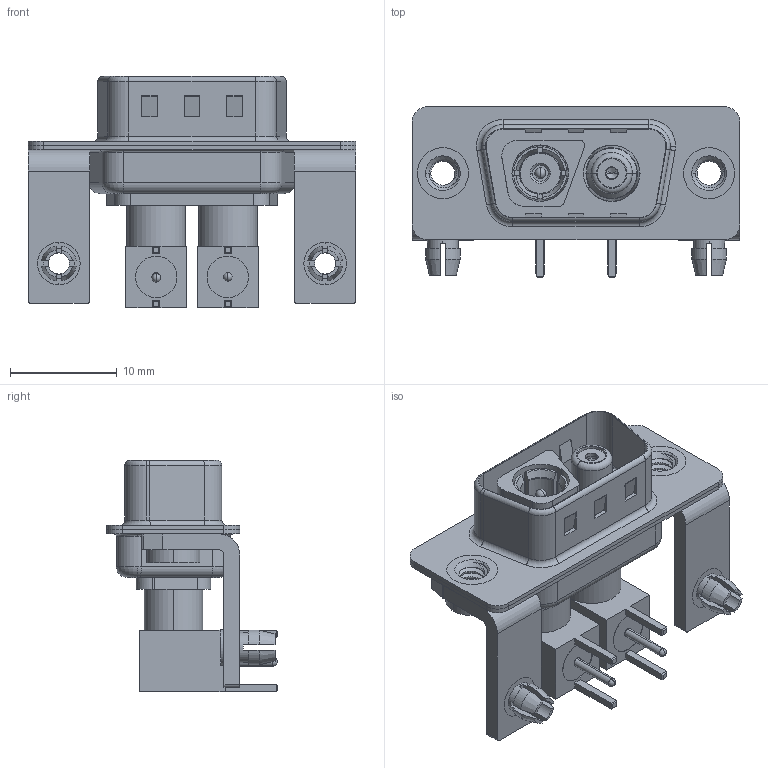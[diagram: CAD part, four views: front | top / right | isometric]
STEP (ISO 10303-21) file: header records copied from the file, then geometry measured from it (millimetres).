
FILE_DESCRIPTION (( 'STEP AP203' ), '1' );
FILE_NAME ('629-2WK2640-7TB.STEP', '2022-05-05T00:35:59', ( '' ), ( '' ), 'SwSTEP 2.0', 'SolidWorks 2020', '' );
FILE_SCHEMA (( 'CONFIG_CONTROL_DESIGN' ));
Length unit declared in the file: millimetre
Products named in the file (19): Co-Ax Jack_RA PC Tail; Insulator RA Pin; Co-Ax Jack Assy_RA; 629Combo Shell Front_09 Contacts; Insulator Pin_Straight PC Tail; 629Combo Threaded Rivet_2; Pin_RA; 629Combo Housing_2WK2; 629Combo Board Lock; Insulator Socket; 629Combo Stabilizer Bracket; Co-Ax Plug Assy_RA; 629Combo Shell Rear_09 Contacts; Insulator Socket 2; RA Back Shell; Locking Collar; Socket_RA; Co-Ax Plug_RA PC Tail; 629-2WK2640-7TB
Assembly tree (24 placements, depth 3):
  629-2WK2640-7TB
    629Combo Housing_2WK2
    629Combo Shell Rear_09 Contacts
    629Combo Shell Front_09 Contacts
    629Combo Threaded Rivet_2  x2
    629Combo Stabilizer Bracket  x2
    629Combo Board Lock  x2
    Co-Ax Plug Assy_RA
      Co-Ax Plug_RA PC Tail
      Insulator Pin_Straight PC Tail
      Pin_RA
      Locking Collar
      RA Back Shell
      Insulator RA Pin
    Co-Ax Jack Assy_RA
      Co-Ax Jack_RA PC Tail
      Insulator Socket
      Insulator Socket 2
      Locking Collar
      Socket_RA
      RA Back Shell
      Insulator RA Pin
Bounding box: 30.8 x 16 x 21.71 mm (x, y, z)
Volume: 2341.4 mm3; surface area: 6452.2 mm2
Topology: 22 solids, 22 shells, 774 faces, 1902 edges, 1200 vertices
Faces by surface type: cylinder 322, plane 304, cone 72, torus 62, bspline 8, sphere 6
Entity records: 21981 total; most frequent: CARTESIAN_POINT 4932, DIRECTION 3333, ORIENTED_EDGE 2964, EDGE_CURVE 1482, AXIS2_PLACEMENT_3D 1301, VERTEX_POINT 941, LINE 731, VECTOR 731
